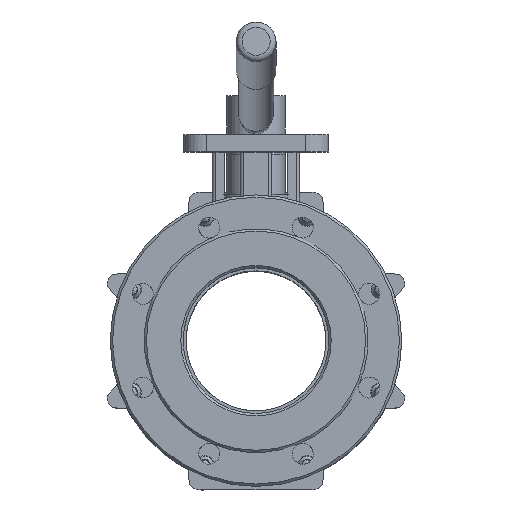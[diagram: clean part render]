
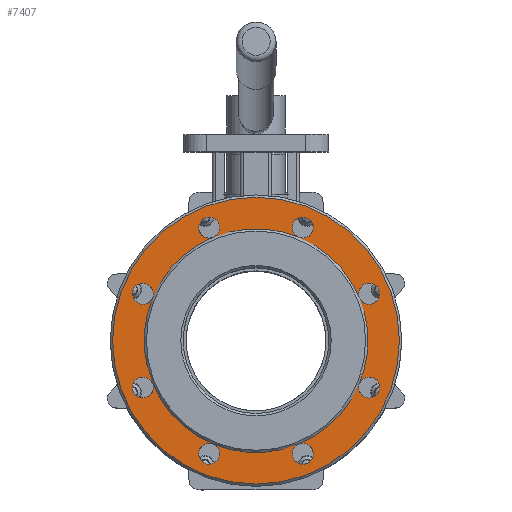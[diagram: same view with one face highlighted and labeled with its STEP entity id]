
A CAD part, top view. The second image highlights one B-rep face of the part: STEP entity #7407.
In plain terms, the highlighted planar face has unit normal (0, 0, 1).
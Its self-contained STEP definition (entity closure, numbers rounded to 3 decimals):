
#632=FACE_BOUND('',#1597,.T.);
#908=PLANE('',#8232);
#1154=FACE_OUTER_BOUND('',#1596,.T.);
#1596=EDGE_LOOP('',(#5934));
#1597=EDGE_LOOP('',(#5935,#5936,#5937,#5938,#5939,#5940,#5941,#5942,#5943,
#5944,#5945,#5946,#5947,#5948,#5949,#5950,#5951,#5952,#5953,#5954,#5955,
#5956,#5957,#5958,#5959));
#2922=CIRCLE('',#8231,123.);
#2923=CIRCLE('',#8233,9.);
#2924=CIRCLE('',#8234,96.);
#2925=CIRCLE('',#8235,9.);
#2926=CIRCLE('',#8236,9.);
#2927=CIRCLE('',#8237,96.);
#2928=CIRCLE('',#8238,9.);
#2929=CIRCLE('',#8239,9.);
#2930=CIRCLE('',#8240,96.);
#2931=CIRCLE('',#8241,9.);
#2932=CIRCLE('',#8242,9.);
#2933=CIRCLE('',#8243,96.);
#2934=CIRCLE('',#8244,9.);
#2935=CIRCLE('',#8245,9.);
#2936=CIRCLE('',#8246,96.);
#2937=CIRCLE('',#8247,9.);
#2938=CIRCLE('',#8248,9.);
#2939=CIRCLE('',#8249,96.);
#2940=CIRCLE('',#8250,9.);
#2941=CIRCLE('',#8251,9.);
#2942=CIRCLE('',#8252,96.);
#2943=CIRCLE('',#8253,96.);
#2944=CIRCLE('',#8254,9.);
#2945=CIRCLE('',#8255,9.);
#2946=CIRCLE('',#8256,96.);
#2947=CIRCLE('',#8257,9.);
#3528=VERTEX_POINT('',#13601);
#3529=VERTEX_POINT('',#13605);
#3530=VERTEX_POINT('',#13606);
#3531=VERTEX_POINT('',#13608);
#3532=VERTEX_POINT('',#13610);
#3533=VERTEX_POINT('',#13613);
#3534=VERTEX_POINT('',#13615);
#3535=VERTEX_POINT('',#13618);
#3536=VERTEX_POINT('',#13620);
#3537=VERTEX_POINT('',#13623);
#3538=VERTEX_POINT('',#13625);
#3539=VERTEX_POINT('',#13628);
#3540=VERTEX_POINT('',#13630);
#3541=VERTEX_POINT('',#13633);
#3542=VERTEX_POINT('',#13635);
#3543=VERTEX_POINT('',#13638);
#3544=VERTEX_POINT('',#13640);
#3545=VERTEX_POINT('',#13642);
#4385=EDGE_CURVE('',#3528,#3528,#2922,.T.);
#4386=EDGE_CURVE('',#3529,#3530,#2923,.T.);
#4387=EDGE_CURVE('',#3531,#3529,#2924,.T.);
#4388=EDGE_CURVE('',#3532,#3531,#2925,.T.);
#4389=EDGE_CURVE('',#3531,#3532,#2926,.T.);
#4390=EDGE_CURVE('',#3533,#3531,#2927,.T.);
#4391=EDGE_CURVE('',#3534,#3533,#2928,.T.);
#4392=EDGE_CURVE('',#3533,#3534,#2929,.T.);
#4393=EDGE_CURVE('',#3535,#3533,#2930,.T.);
#4394=EDGE_CURVE('',#3536,#3535,#2931,.T.);
#4395=EDGE_CURVE('',#3535,#3536,#2932,.T.);
#4396=EDGE_CURVE('',#3537,#3535,#2933,.T.);
#4397=EDGE_CURVE('',#3538,#3537,#2934,.T.);
#4398=EDGE_CURVE('',#3537,#3538,#2935,.T.);
#4399=EDGE_CURVE('',#3539,#3537,#2936,.T.);
#4400=EDGE_CURVE('',#3540,#3539,#2937,.T.);
#4401=EDGE_CURVE('',#3539,#3540,#2938,.T.);
#4402=EDGE_CURVE('',#3541,#3539,#2939,.T.);
#4403=EDGE_CURVE('',#3542,#3541,#2940,.T.);
#4404=EDGE_CURVE('',#3541,#3542,#2941,.T.);
#4405=EDGE_CURVE('',#3543,#3541,#2942,.T.);
#4406=EDGE_CURVE('',#3544,#3543,#2943,.T.);
#4407=EDGE_CURVE('',#3545,#3544,#2944,.T.);
#4408=EDGE_CURVE('',#3544,#3545,#2945,.T.);
#4409=EDGE_CURVE('',#3529,#3544,#2946,.T.);
#4410=EDGE_CURVE('',#3530,#3529,#2947,.T.);
#5934=ORIENTED_EDGE('',*,*,#4385,.F.);
#5935=ORIENTED_EDGE('',*,*,#4386,.F.);
#5936=ORIENTED_EDGE('',*,*,#4387,.F.);
#5937=ORIENTED_EDGE('',*,*,#4388,.F.);
#5938=ORIENTED_EDGE('',*,*,#4389,.F.);
#5939=ORIENTED_EDGE('',*,*,#4390,.F.);
#5940=ORIENTED_EDGE('',*,*,#4391,.F.);
#5941=ORIENTED_EDGE('',*,*,#4392,.F.);
#5942=ORIENTED_EDGE('',*,*,#4393,.F.);
#5943=ORIENTED_EDGE('',*,*,#4394,.F.);
#5944=ORIENTED_EDGE('',*,*,#4395,.F.);
#5945=ORIENTED_EDGE('',*,*,#4396,.F.);
#5946=ORIENTED_EDGE('',*,*,#4397,.F.);
#5947=ORIENTED_EDGE('',*,*,#4398,.F.);
#5948=ORIENTED_EDGE('',*,*,#4399,.F.);
#5949=ORIENTED_EDGE('',*,*,#4400,.F.);
#5950=ORIENTED_EDGE('',*,*,#4401,.F.);
#5951=ORIENTED_EDGE('',*,*,#4402,.F.);
#5952=ORIENTED_EDGE('',*,*,#4403,.F.);
#5953=ORIENTED_EDGE('',*,*,#4404,.F.);
#5954=ORIENTED_EDGE('',*,*,#4405,.F.);
#5955=ORIENTED_EDGE('',*,*,#4406,.F.);
#5956=ORIENTED_EDGE('',*,*,#4407,.F.);
#5957=ORIENTED_EDGE('',*,*,#4408,.F.);
#5958=ORIENTED_EDGE('',*,*,#4409,.F.);
#5959=ORIENTED_EDGE('',*,*,#4410,.F.);
#7407=ADVANCED_FACE('',(#1154,#632),#908,.F.);
#8231=AXIS2_PLACEMENT_3D('',#13603,#9697,#9698);
#8232=AXIS2_PLACEMENT_3D('',#13604,#9699,#9700);
#8233=AXIS2_PLACEMENT_3D('',#13607,#9701,#9702);
#8234=AXIS2_PLACEMENT_3D('',#13609,#9703,#9704);
#8235=AXIS2_PLACEMENT_3D('',#13611,#9705,#9706);
#8236=AXIS2_PLACEMENT_3D('',#13612,#9707,#9708);
#8237=AXIS2_PLACEMENT_3D('',#13614,#9709,#9710);
#8238=AXIS2_PLACEMENT_3D('',#13616,#9711,#9712);
#8239=AXIS2_PLACEMENT_3D('',#13617,#9713,#9714);
#8240=AXIS2_PLACEMENT_3D('',#13619,#9715,#9716);
#8241=AXIS2_PLACEMENT_3D('',#13621,#9717,#9718);
#8242=AXIS2_PLACEMENT_3D('',#13622,#9719,#9720);
#8243=AXIS2_PLACEMENT_3D('',#13624,#9721,#9722);
#8244=AXIS2_PLACEMENT_3D('',#13626,#9723,#9724);
#8245=AXIS2_PLACEMENT_3D('',#13627,#9725,#9726);
#8246=AXIS2_PLACEMENT_3D('',#13629,#9727,#9728);
#8247=AXIS2_PLACEMENT_3D('',#13631,#9729,#9730);
#8248=AXIS2_PLACEMENT_3D('',#13632,#9731,#9732);
#8249=AXIS2_PLACEMENT_3D('',#13634,#9733,#9734);
#8250=AXIS2_PLACEMENT_3D('',#13636,#9735,#9736);
#8251=AXIS2_PLACEMENT_3D('',#13637,#9737,#9738);
#8252=AXIS2_PLACEMENT_3D('',#13639,#9739,#9740);
#8253=AXIS2_PLACEMENT_3D('',#13641,#9741,#9742);
#8254=AXIS2_PLACEMENT_3D('',#13643,#9743,#9744);
#8255=AXIS2_PLACEMENT_3D('',#13644,#9745,#9746);
#8256=AXIS2_PLACEMENT_3D('',#13645,#9747,#9748);
#8257=AXIS2_PLACEMENT_3D('',#13646,#9749,#9750);
#9697=DIRECTION('center_axis',(0.,0.,-1.));
#9698=DIRECTION('ref_axis',(1.,0.,0.));
#9699=DIRECTION('center_axis',(0.,0.,-1.));
#9700=DIRECTION('ref_axis',(-1.,0.,0.));
#9701=DIRECTION('center_axis',(0.,0.,1.));
#9702=DIRECTION('ref_axis',(1.,0.,0.));
#9703=DIRECTION('center_axis',(0.,0.,1.));
#9704=DIRECTION('ref_axis',(-1.,0.,0.));
#9705=DIRECTION('center_axis',(0.,0.,1.));
#9706=DIRECTION('ref_axis',(1.,0.,0.));
#9707=DIRECTION('center_axis',(0.,0.,1.));
#9708=DIRECTION('ref_axis',(1.,0.,0.));
#9709=DIRECTION('center_axis',(0.,0.,1.));
#9710=DIRECTION('ref_axis',(-1.,0.,0.));
#9711=DIRECTION('center_axis',(0.,0.,1.));
#9712=DIRECTION('ref_axis',(1.,0.,0.));
#9713=DIRECTION('center_axis',(0.,0.,1.));
#9714=DIRECTION('ref_axis',(1.,0.,0.));
#9715=DIRECTION('center_axis',(0.,0.,1.));
#9716=DIRECTION('ref_axis',(-1.,0.,0.));
#9717=DIRECTION('center_axis',(0.,0.,1.));
#9718=DIRECTION('ref_axis',(1.,0.,0.));
#9719=DIRECTION('center_axis',(0.,0.,1.));
#9720=DIRECTION('ref_axis',(1.,0.,0.));
#9721=DIRECTION('center_axis',(0.,0.,1.));
#9722=DIRECTION('ref_axis',(-1.,0.,0.));
#9723=DIRECTION('center_axis',(0.,0.,1.));
#9724=DIRECTION('ref_axis',(1.,0.,0.));
#9725=DIRECTION('center_axis',(0.,0.,1.));
#9726=DIRECTION('ref_axis',(1.,0.,0.));
#9727=DIRECTION('center_axis',(0.,0.,1.));
#9728=DIRECTION('ref_axis',(-1.,0.,0.));
#9729=DIRECTION('center_axis',(0.,0.,1.));
#9730=DIRECTION('ref_axis',(1.,0.,0.));
#9731=DIRECTION('center_axis',(0.,0.,1.));
#9732=DIRECTION('ref_axis',(1.,0.,0.));
#9733=DIRECTION('center_axis',(0.,0.,1.));
#9734=DIRECTION('ref_axis',(-1.,0.,0.));
#9735=DIRECTION('center_axis',(0.,0.,1.));
#9736=DIRECTION('ref_axis',(1.,0.,0.));
#9737=DIRECTION('center_axis',(0.,0.,1.));
#9738=DIRECTION('ref_axis',(1.,0.,0.));
#9739=DIRECTION('center_axis',(0.,0.,1.));
#9740=DIRECTION('ref_axis',(-1.,0.,0.));
#9741=DIRECTION('center_axis',(0.,0.,1.));
#9742=DIRECTION('ref_axis',(-1.,0.,0.));
#9743=DIRECTION('center_axis',(0.,0.,1.));
#9744=DIRECTION('ref_axis',(1.,0.,0.));
#9745=DIRECTION('center_axis',(0.,0.,1.));
#9746=DIRECTION('ref_axis',(1.,0.,0.));
#9747=DIRECTION('center_axis',(0.,0.,1.));
#9748=DIRECTION('ref_axis',(-1.,0.,0.));
#9749=DIRECTION('center_axis',(0.,0.,1.));
#9750=DIRECTION('ref_axis',(1.,0.,0.));
#13601=CARTESIAN_POINT('',(-123.,0.,52.963));
#13603=CARTESIAN_POINT('Origin',(0.,0.,52.963));
#13604=CARTESIAN_POINT('Origin',(0.,0.,52.963));
#13605=CARTESIAN_POINT('',(36.738,-88.692,52.963));
#13606=CARTESIAN_POINT('',(31.182,-97.007,52.963));
#13607=CARTESIAN_POINT('Origin',(40.182,-97.007,52.963));
#13608=CARTESIAN_POINT('',(-36.738,-88.692,52.963));
#13609=CARTESIAN_POINT('Origin',(0.,0.,52.963));
#13610=CARTESIAN_POINT('',(-49.182,-97.007,52.963));
#13611=CARTESIAN_POINT('Origin',(-40.182,-97.007,52.963));
#13612=CARTESIAN_POINT('Origin',(-40.182,-97.007,52.963));
#13613=CARTESIAN_POINT('',(-88.692,-36.738,52.963));
#13614=CARTESIAN_POINT('Origin',(0.,0.,52.963));
#13615=CARTESIAN_POINT('',(-106.007,-40.182,52.963));
#13616=CARTESIAN_POINT('Origin',(-97.007,-40.182,52.963));
#13617=CARTESIAN_POINT('Origin',(-97.007,-40.182,52.963));
#13618=CARTESIAN_POINT('',(-88.692,36.738,52.963));
#13619=CARTESIAN_POINT('Origin',(0.,0.,52.963));
#13620=CARTESIAN_POINT('',(-106.007,40.182,52.963));
#13621=CARTESIAN_POINT('Origin',(-97.007,40.182,52.963));
#13622=CARTESIAN_POINT('Origin',(-97.007,40.182,52.963));
#13623=CARTESIAN_POINT('',(-36.738,88.692,52.963));
#13624=CARTESIAN_POINT('Origin',(0.,0.,52.963));
#13625=CARTESIAN_POINT('',(-49.182,97.007,52.963));
#13626=CARTESIAN_POINT('Origin',(-40.182,97.007,52.963));
#13627=CARTESIAN_POINT('Origin',(-40.182,97.007,52.963));
#13628=CARTESIAN_POINT('',(36.738,88.692,52.963));
#13629=CARTESIAN_POINT('Origin',(0.,0.,52.963));
#13630=CARTESIAN_POINT('',(31.182,97.007,52.963));
#13631=CARTESIAN_POINT('Origin',(40.182,97.007,52.963));
#13632=CARTESIAN_POINT('Origin',(40.182,97.007,52.963));
#13633=CARTESIAN_POINT('',(88.692,36.738,52.963));
#13634=CARTESIAN_POINT('Origin',(0.,0.,52.963));
#13635=CARTESIAN_POINT('',(88.007,40.182,52.963));
#13636=CARTESIAN_POINT('Origin',(97.007,40.182,52.963));
#13637=CARTESIAN_POINT('Origin',(97.007,40.182,52.963));
#13638=CARTESIAN_POINT('',(96.,0.,52.963));
#13639=CARTESIAN_POINT('Origin',(0.,0.,52.963));
#13640=CARTESIAN_POINT('',(88.692,-36.738,52.963));
#13641=CARTESIAN_POINT('Origin',(0.,0.,52.963));
#13642=CARTESIAN_POINT('',(88.007,-40.182,52.963));
#13643=CARTESIAN_POINT('Origin',(97.007,-40.182,52.963));
#13644=CARTESIAN_POINT('Origin',(97.007,-40.182,52.963));
#13645=CARTESIAN_POINT('Origin',(0.,0.,52.963));
#13646=CARTESIAN_POINT('Origin',(40.182,-97.007,52.963));
